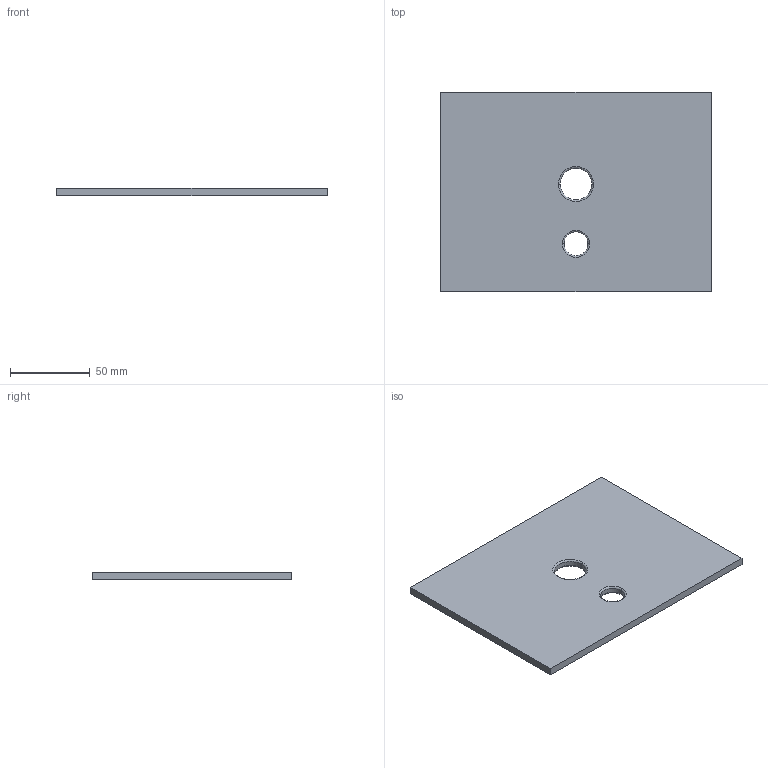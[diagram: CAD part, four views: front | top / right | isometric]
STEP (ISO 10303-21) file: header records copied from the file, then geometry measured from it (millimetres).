
FILE_DESCRIPTION (( 'STEP AP203' ), '1' );
FILE_NAME ('Box_Vorderwand.STEP', '2025-04-20T13:59:52', ( '' ), ( '' ), 'SwSTEP 2.0', 'SolidWorks 2024', '' );
FILE_SCHEMA (( 'CONFIG_CONTROL_DESIGN' ));
Length unit declared in the file: millimetre
Products named in the file (1): Box_Vorderwand
Bounding box: 169.8 x 125 x 4.8 mm (x, y, z)
Volume: 99475.4 mm3; surface area: 44733.5 mm2
Topology: 1 solids, 1 shells, 18 faces, 40 edges, 24 vertices
Faces by surface type: torus 8, plane 6, cylinder 4
Entity records: 589 total; most frequent: DIRECTION 102, CARTESIAN_POINT 83, ORIENTED_EDGE 80, AXIS2_PLACEMENT_3D 43, EDGE_CURVE 40, CIRCLE 24, VERTEX_POINT 24, EDGE_LOOP 22
